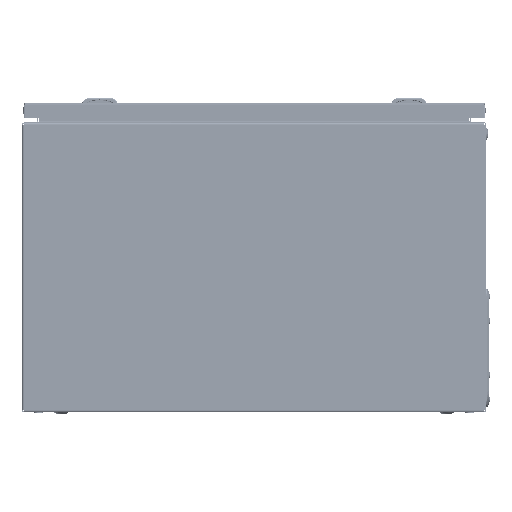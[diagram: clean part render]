
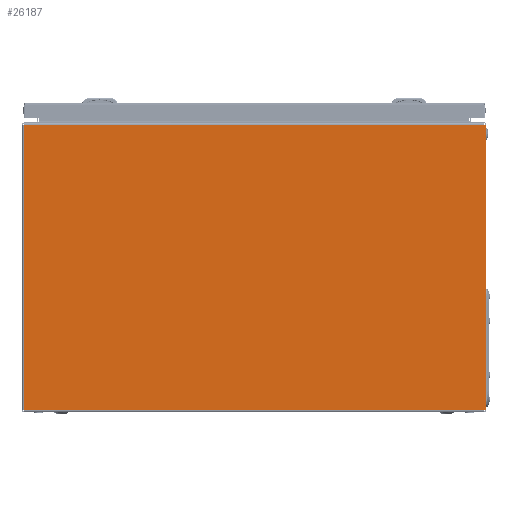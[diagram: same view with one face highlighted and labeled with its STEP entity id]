
A CAD part, left-side view. The second image highlights one B-rep face of the part: STEP entity #26187.
In plain terms, the highlighted planar face has unit normal (-1, 0, 0).
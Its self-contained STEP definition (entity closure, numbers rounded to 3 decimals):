
#12793 = VERTEX_POINT ( 'NONE', #209205 ) ;
#13740 = ORIENTED_EDGE ( 'NONE', *, *, #269945, .F. ) ;
#15399 = LINE ( 'NONE', #324499, #324178 ) ;
#21842 = ORIENTED_EDGE ( 'NONE', *, *, #357391, .T. ) ;
#22608 = VERTEX_POINT ( 'NONE', #69790 ) ;
#26187 = ADVANCED_FACE ( 'NONE', ( #117936 ), #168284, .F. ) ;
#26533 = DIRECTION ( 'NONE',  ( 0., 0., 1. ) ) ;
#28982 = CARTESIAN_POINT ( 'NONE',  ( -1.2, 184.8, 298.8 ) ) ;
#32795 = CARTESIAN_POINT ( 'NONE',  ( -1.2, 184.8, 300. ) ) ;
#34325 = DIRECTION ( 'NONE',  ( 0., -1., 0. ) ) ;
#37742 = VECTOR ( 'NONE', #332564, 1000. ) ;
#49370 = CARTESIAN_POINT ( 'NONE',  ( -1.2, -184.8, -298.8 ) ) ;
#50115 = VERTEX_POINT ( 'NONE', #225082 ) ;
#61484 = EDGE_CURVE ( 'NONE', #22608, #150392, #15399, .T. ) ;
#62580 = AXIS2_PLACEMENT_3D ( 'NONE', #49370, #348686, #169591 ) ;
#69790 = CARTESIAN_POINT ( 'NONE',  ( -1.2, -184.8, -297. ) ) ;
#74817 = LINE ( 'NONE', #28982, #383632 ) ;
#76741 = CARTESIAN_POINT ( 'NONE',  ( -1.2, 184.8, -297.3 ) ) ;
#89072 = DIRECTION ( 'NONE',  ( 0., 0., 1. ) ) ;
#92965 = EDGE_CURVE ( 'NONE', #247108, #136175, #335315, .T. ) ;
#102744 = ORIENTED_EDGE ( 'NONE', *, *, #113579, .F. ) ;
#103423 = VECTOR ( 'NONE', #208633, 1000. ) ;
#106774 = DIRECTION ( 'NONE',  ( 0., -1., 0. ) ) ;
#113579 = EDGE_CURVE ( 'NONE', #123126, #247108, #192317, .T. ) ;
#117936 = FACE_OUTER_BOUND ( 'NONE', #189283, .T. ) ;
#118488 = CARTESIAN_POINT ( 'NONE',  ( -1.2, 184.8, 298.8 ) ) ;
#123076 = CARTESIAN_POINT ( 'NONE',  ( -1.2, -184.8, 298.8 ) ) ;
#123126 = VERTEX_POINT ( 'NONE', #278437 ) ;
#135309 = LINE ( 'NONE', #123076, #294442 ) ;
#136175 = VERTEX_POINT ( 'NONE', #242236 ) ;
#146504 = VECTOR ( 'NONE', #106774, 1000. ) ;
#150392 = VERTEX_POINT ( 'NONE', #313358 ) ;
#168284 = PLANE ( 'NONE',  #62580 ) ;
#169591 = DIRECTION ( 'NONE',  ( 0., 0., -1. ) ) ;
#176249 = VECTOR ( 'NONE', #34325, 1000. ) ;
#180511 = ORIENTED_EDGE ( 'NONE', *, *, #92965, .F. ) ;
#189283 = EDGE_LOOP ( 'NONE', ( #21842, #272752, #298857, #366268, #180511, #102744, #299027, #13740 ) ) ;
#192317 = LINE ( 'NONE', #118488, #103423 ) ;
#198833 = LINE ( 'NONE', #346644, #348540 ) ;
#203970 = VERTEX_POINT ( 'NONE', #301373 ) ;
#208633 = DIRECTION ( 'NONE',  ( 0., 0., 1. ) ) ;
#209205 = CARTESIAN_POINT ( 'NONE',  ( -1.2, 184.8, -297.3 ) ) ;
#225082 = CARTESIAN_POINT ( 'NONE',  ( -1.2, 184.8, -297. ) ) ;
#231444 = EDGE_CURVE ( 'NONE', #22608, #203970, #135309, .T. ) ;
#242236 = CARTESIAN_POINT ( 'NONE',  ( -1.2, -184.8, 300. ) ) ;
#243453 = CARTESIAN_POINT ( 'NONE',  ( -1.2, 184.8, 300. ) ) ;
#247108 = VERTEX_POINT ( 'NONE', #32795 ) ;
#266983 = LINE ( 'NONE', #272420, #37742 ) ;
#268696 = EDGE_CURVE ( 'NONE', #136175, #150392, #266983, .T. ) ;
#269945 = EDGE_CURVE ( 'NONE', #12793, #50115, #74817, .T. ) ;
#272420 = CARTESIAN_POINT ( 'NONE',  ( -1.2, -184.8, 298.8 ) ) ;
#272752 = ORIENTED_EDGE ( 'NONE', *, *, #231444, .F. ) ;
#278437 = CARTESIAN_POINT ( 'NONE',  ( -1.2, 184.8, 297. ) ) ;
#286524 = DIRECTION ( 'NONE',  ( 0., 0., -1. ) ) ;
#294442 = VECTOR ( 'NONE', #332249, 1000. ) ;
#298857 = ORIENTED_EDGE ( 'NONE', *, *, #61484, .T. ) ;
#299027 = ORIENTED_EDGE ( 'NONE', *, *, #376434, .T. ) ;
#301373 = CARTESIAN_POINT ( 'NONE',  ( -1.2, -184.8, -297.3 ) ) ;
#305575 = LINE ( 'NONE', #76741, #146504 ) ;
#313358 = CARTESIAN_POINT ( 'NONE',  ( -1.2, -184.8, 296.95 ) ) ;
#324178 = VECTOR ( 'NONE', #26533, 1000. ) ;
#324499 = CARTESIAN_POINT ( 'NONE',  ( -1.2, -184.8, -297. ) ) ;
#332249 = DIRECTION ( 'NONE',  ( 0., 0., -1. ) ) ;
#332564 = DIRECTION ( 'NONE',  ( 0., 0., -1. ) ) ;
#335315 = LINE ( 'NONE', #243453, #176249 ) ;
#346644 = CARTESIAN_POINT ( 'NONE',  ( -1.2, 184.8, 297. ) ) ;
#348540 = VECTOR ( 'NONE', #286524, 1000. ) ;
#348686 = DIRECTION ( 'NONE',  ( 1., 0., 0. ) ) ;
#357391 = EDGE_CURVE ( 'NONE', #12793, #203970, #305575, .T. ) ;
#366268 = ORIENTED_EDGE ( 'NONE', *, *, #268696, .F. ) ;
#376434 = EDGE_CURVE ( 'NONE', #123126, #50115, #198833, .T. ) ;
#383632 = VECTOR ( 'NONE', #89072, 1000. ) ;
